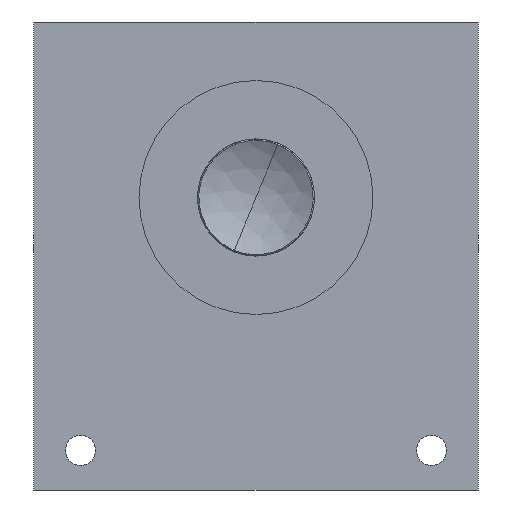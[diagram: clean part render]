
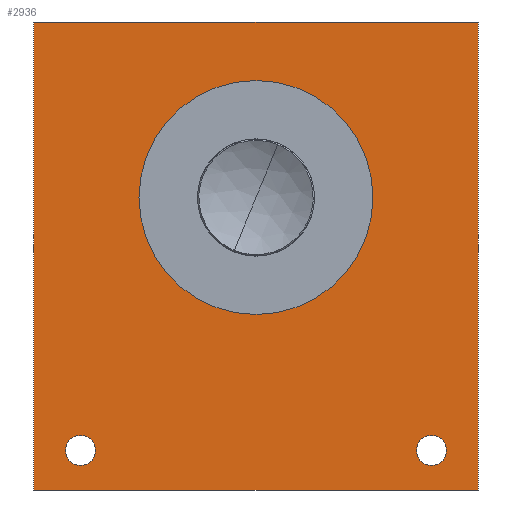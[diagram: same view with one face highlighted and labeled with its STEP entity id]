
A CAD part, front view. The second image highlights one B-rep face of the part: STEP entity #2936.
In plain terms, the highlighted planar face has unit normal (0, -1, 0).
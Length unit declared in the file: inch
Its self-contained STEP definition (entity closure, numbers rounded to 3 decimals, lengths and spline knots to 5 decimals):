
#10 = CARTESIAN_POINT ( 'NONE',  ( -1.74545, 0.32917, 2. ) ) ;
#29 = ORIENTED_EDGE ( 'NONE', *, *, #3842, .T. ) ;
#46 = EDGE_CURVE ( 'NONE', #2617, #725, #3293, .T. ) ;
#51 = EDGE_CURVE ( 'NONE', #2812, #3745, #1592, .T. ) ;
#55 = CARTESIAN_POINT ( 'NONE',  ( -1.74545, 0.32917, 0. ) ) ;
#68 = DIRECTION ( 'NONE',  ( 0., 0., 1. ) ) ;
#85 = DIRECTION ( 'NONE',  ( 0., 1., 0. ) ) ;
#237 = EDGE_CURVE ( 'NONE', #3745, #2812, #3876, .T. ) ;
#256 = DIRECTION ( 'NONE',  ( 0., 0., 1. ) ) ;
#268 = ORIENTED_EDGE ( 'NONE', *, *, #4301, .T. ) ;
#332 = FACE_BOUND ( 'NONE', #3375, .T. ) ;
#350 = AXIS2_PLACEMENT_3D ( 'NONE', #3854, #4174, #1608 ) ;
#402 = DIRECTION ( 'NONE',  ( 1., 0., 0. ) ) ;
#419 = CARTESIAN_POINT ( 'NONE',  ( -1.54545, 0.32917, 0.169 ) ) ;
#436 = ORIENTED_EDGE ( 'NONE', *, *, #237, .T. ) ;
#463 = DIRECTION ( 'NONE',  ( 0., 0., -1. ) ) ;
#513 = EDGE_CURVE ( 'NONE', #3958, #4838, #1354, .T. ) ;
#581 = CARTESIAN_POINT ( 'NONE',  ( -1.74545, 0.32917, 2. ) ) ;
#695 = CIRCLE ( 'NONE', #350, 0.06425 ) ;
#721 = DIRECTION ( 'NONE',  ( 0., 0., 1. ) ) ;
#725 = VERTEX_POINT ( 'NONE', #3594 ) ;
#748 = VECTOR ( 'NONE', #1121, 39.37008 ) ;
#751 = CARTESIAN_POINT ( 'NONE',  ( -0.04545, 0.32917, 0.10475 ) ) ;
#774 = EDGE_LOOP ( 'NONE', ( #29, #1230, #4224, #3127 ) ) ;
#790 = LINE ( 'NONE', #3483, #3609 ) ;
#948 = EDGE_CURVE ( 'NONE', #3958, #1233, #2976, .T. ) ;
#1011 = CARTESIAN_POINT ( 'NONE',  ( -0.79545, 0.32917, 1.25 ) ) ;
#1054 = AXIS2_PLACEMENT_3D ( 'NONE', #419, #2681, #4529 ) ;
#1121 = DIRECTION ( 'NONE',  ( 0., 0., -1. ) ) ;
#1123 = EDGE_CURVE ( 'NONE', #2158, #3187, #695, .T. ) ;
#1157 = AXIS2_PLACEMENT_3D ( 'NONE', #10, #1873, #721 ) ;
#1159 = CARTESIAN_POINT ( 'NONE',  ( -1.74545, 0.32917, 2. ) ) ;
#1166 = FACE_BOUND ( 'NONE', #1979, .T. ) ;
#1223 = AXIS2_PLACEMENT_3D ( 'NONE', #3076, #3488, #3866 ) ;
#1224 = CARTESIAN_POINT ( 'NONE',  ( -1.74545, 0.32917, 2. ) ) ;
#1228 = FACE_OUTER_BOUND ( 'NONE', #774, .T. ) ;
#1230 = ORIENTED_EDGE ( 'NONE', *, *, #2918, .F. ) ;
#1233 = VERTEX_POINT ( 'NONE', #1635 ) ;
#1272 = DIRECTION ( 'NONE',  ( 1., 0., 0. ) ) ;
#1283 = VECTOR ( 'NONE', #402, 39.37008 ) ;
#1354 = LINE ( 'NONE', #1224, #4761 ) ;
#1424 = DIRECTION ( 'NONE',  ( 0., 1., 0. ) ) ;
#1500 = PLANE ( 'NONE',  #1157 ) ;
#1592 = CIRCLE ( 'NONE', #3567, 0.06425 ) ;
#1608 = DIRECTION ( 'NONE',  ( 0., 0., 1. ) ) ;
#1635 = CARTESIAN_POINT ( 'NONE',  ( 0.15455, 0.32917, 2. ) ) ;
#1723 = DIRECTION ( 'NONE',  ( 0., 1., 0. ) ) ;
#1733 = CARTESIAN_POINT ( 'NONE',  ( -1.54545, 0.32917, 0.23325 ) ) ;
#1873 = DIRECTION ( 'NONE',  ( 0., 1., 0. ) ) ;
#1979 = EDGE_LOOP ( 'NONE', ( #4389, #4824 ) ) ;
#2158 = VERTEX_POINT ( 'NONE', #4273 ) ;
#2213 = VERTEX_POINT ( 'NONE', #2518 ) ;
#2259 = CARTESIAN_POINT ( 'NONE',  ( 0.15455, 0.32917, 2. ) ) ;
#2489 = AXIS2_PLACEMENT_3D ( 'NONE', #2659, #85, #68 ) ;
#2509 = EDGE_CURVE ( 'NONE', #725, #2617, #3552, .T. ) ;
#2518 = CARTESIAN_POINT ( 'NONE',  ( 0.15455, 0.32917, 0. ) ) ;
#2519 = DIRECTION ( 'NONE',  ( 0., 0., 1. ) ) ;
#2617 = VERTEX_POINT ( 'NONE', #3926 ) ;
#2659 = CARTESIAN_POINT ( 'NONE',  ( -0.79545, 0.32917, 1.25 ) ) ;
#2681 = DIRECTION ( 'NONE',  ( 0., 1., 0. ) ) ;
#2812 = VERTEX_POINT ( 'NONE', #1733 ) ;
#2918 = EDGE_CURVE ( 'NONE', #1233, #2213, #4748, .T. ) ;
#2936 = ADVANCED_FACE ( 'NONE', ( #1166, #332, #3028, #1228 ), #1500, .F. ) ;
#2976 = LINE ( 'NONE', #1159, #1283 ) ;
#3028 = FACE_BOUND ( 'NONE', #3744, .T. ) ;
#3076 = CARTESIAN_POINT ( 'NONE',  ( -0.04545, 0.32917, 0.169 ) ) ;
#3127 = ORIENTED_EDGE ( 'NONE', *, *, #513, .T. ) ;
#3187 = VERTEX_POINT ( 'NONE', #751 ) ;
#3287 = CARTESIAN_POINT ( 'NONE',  ( -1.54545, 0.32917, 0.169 ) ) ;
#3293 = CIRCLE ( 'NONE', #3658, 0.5 ) ;
#3375 = EDGE_LOOP ( 'NONE', ( #4681, #436 ) ) ;
#3418 = CIRCLE ( 'NONE', #1223, 0.06425 ) ;
#3483 = CARTESIAN_POINT ( 'NONE',  ( -1.74545, 0.32917, 0. ) ) ;
#3488 = DIRECTION ( 'NONE',  ( 0., 1., 0. ) ) ;
#3552 = CIRCLE ( 'NONE', #2489, 0.5 ) ;
#3567 = AXIS2_PLACEMENT_3D ( 'NONE', #3287, #1723, #256 ) ;
#3594 = CARTESIAN_POINT ( 'NONE',  ( -0.79545, 0.32917, 0.75 ) ) ;
#3609 = VECTOR ( 'NONE', #1272, 39.37008 ) ;
#3658 = AXIS2_PLACEMENT_3D ( 'NONE', #1011, #1424, #2519 ) ;
#3704 = CARTESIAN_POINT ( 'NONE',  ( -1.54545, 0.32917, 0.10475 ) ) ;
#3744 = EDGE_LOOP ( 'NONE', ( #3941, #268 ) ) ;
#3745 = VERTEX_POINT ( 'NONE', #3704 ) ;
#3842 = EDGE_CURVE ( 'NONE', #4838, #2213, #790, .T. ) ;
#3854 = CARTESIAN_POINT ( 'NONE',  ( -0.04545, 0.32917, 0.169 ) ) ;
#3866 = DIRECTION ( 'NONE',  ( 0., 0., 1. ) ) ;
#3876 = CIRCLE ( 'NONE', #1054, 0.06425 ) ;
#3926 = CARTESIAN_POINT ( 'NONE',  ( -0.79545, 0.32917, 1.75 ) ) ;
#3941 = ORIENTED_EDGE ( 'NONE', *, *, #1123, .T. ) ;
#3958 = VERTEX_POINT ( 'NONE', #581 ) ;
#4174 = DIRECTION ( 'NONE',  ( 0., 1., 0. ) ) ;
#4224 = ORIENTED_EDGE ( 'NONE', *, *, #948, .F. ) ;
#4273 = CARTESIAN_POINT ( 'NONE',  ( -0.04545, 0.32917, 0.23325 ) ) ;
#4301 = EDGE_CURVE ( 'NONE', #3187, #2158, #3418, .T. ) ;
#4389 = ORIENTED_EDGE ( 'NONE', *, *, #46, .T. ) ;
#4529 = DIRECTION ( 'NONE',  ( 0., 0., 1. ) ) ;
#4681 = ORIENTED_EDGE ( 'NONE', *, *, #51, .T. ) ;
#4748 = LINE ( 'NONE', #2259, #748 ) ;
#4761 = VECTOR ( 'NONE', #463, 39.37008 ) ;
#4824 = ORIENTED_EDGE ( 'NONE', *, *, #2509, .T. ) ;
#4838 = VERTEX_POINT ( 'NONE', #55 ) ;
